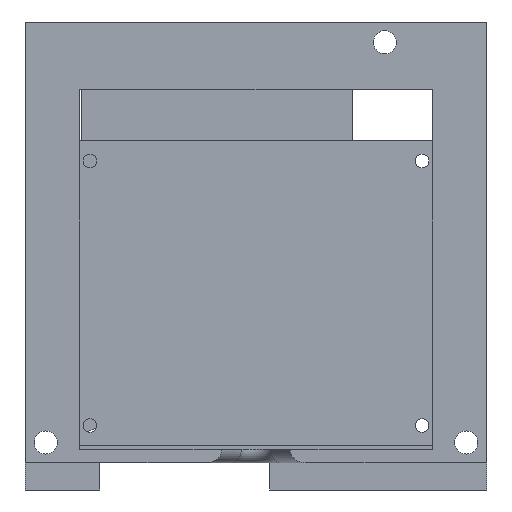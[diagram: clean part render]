
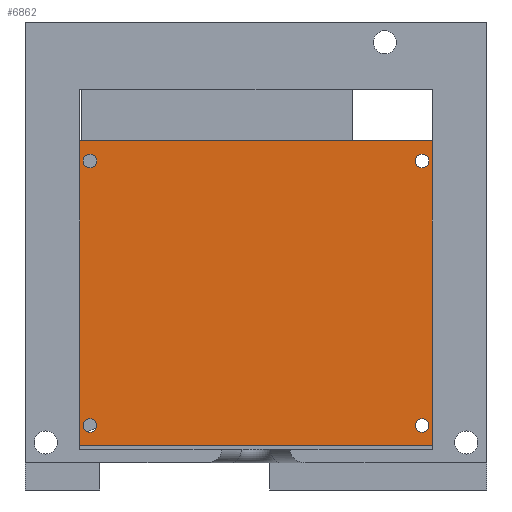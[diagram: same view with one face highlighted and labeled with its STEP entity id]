
A CAD part, front view. The second image highlights one B-rep face of the part: STEP entity #6862.
In plain terms, the highlighted planar face has unit normal (0, -1, 0).
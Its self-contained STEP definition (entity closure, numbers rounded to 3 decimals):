
#18 = ORIENTED_EDGE ( 'NONE', *, *, #2583, .F. ) ;
#183 = DIRECTION ( 'NONE',  ( 0., 0., 1. ) ) ;
#244 = VECTOR ( 'NONE', #713, 1000. ) ;
#251 = VERTEX_POINT ( 'NONE', #6589 ) ;
#303 = ORIENTED_EDGE ( 'NONE', *, *, #9459, .F. ) ;
#659 = AXIS2_PLACEMENT_3D ( 'NONE', #2050, #7605, #5966 ) ;
#706 = EDGE_CURVE ( 'NONE', #2514, #9125, #8146, .T. ) ;
#713 = DIRECTION ( 'NONE',  ( 0., 0., 1. ) ) ;
#731 = CARTESIAN_POINT ( 'NONE',  ( -30.199, 5.849, 30.987 ) ) ;
#920 = VERTEX_POINT ( 'NONE', #1072 ) ;
#990 = AXIS2_PLACEMENT_3D ( 'NONE', #8842, #1998, #4973 ) ;
#995 = EDGE_CURVE ( 'NONE', #6058, #251, #4009, .T. ) ;
#1038 = DIRECTION ( 'NONE',  ( 0., 0., 1. ) ) ;
#1072 = CARTESIAN_POINT ( 'NONE',  ( -33.199, 5.849, 72.987 ) ) ;
#1212 = VERTEX_POINT ( 'NONE', #5072 ) ;
#1297 = DIRECTION ( 'NONE',  ( 0., 1., 0. ) ) ;
#1324 = VECTOR ( 'NONE', #4320, 1000. ) ;
#1397 = EDGE_LOOP ( 'NONE', ( #5655, #3086 ) ) ;
#1575 = EDGE_LOOP ( 'NONE', ( #4919, #303, #5265, #18 ) ) ;
#1672 = DIRECTION ( 'NONE',  ( 0., 1., 0. ) ) ;
#1718 = EDGE_CURVE ( 'NONE', #1886, #6312, #8324, .T. ) ;
#1764 = CARTESIAN_POINT ( 'NONE',  ( 21.801, 5.849, 27.987 ) ) ;
#1886 = VERTEX_POINT ( 'NONE', #7472 ) ;
#1998 = DIRECTION ( 'NONE',  ( 0., -1., 0. ) ) ;
#2024 = DIRECTION ( 'NONE',  ( -1., 0., 0. ) ) ;
#2050 = CARTESIAN_POINT ( 'NONE',  ( -30.199, 5.849, 69.987 ) ) ;
#2094 = FACE_BOUND ( 'NONE', #1397, .T. ) ;
#2180 = VECTOR ( 'NONE', #2024, 1000. ) ;
#2387 = EDGE_CURVE ( 'NONE', #9125, #2514, #4699, .T. ) ;
#2389 = CARTESIAN_POINT ( 'NONE',  ( 21.801, 5.849, 72.987 ) ) ;
#2465 = EDGE_LOOP ( 'NONE', ( #7638, #2858 ) ) ;
#2514 = VERTEX_POINT ( 'NONE', #8953 ) ;
#2516 = EDGE_CURVE ( 'NONE', #5088, #7843, #8501, .T. ) ;
#2583 = EDGE_CURVE ( 'NONE', #920, #9314, #9688, .T. ) ;
#2650 = FACE_OUTER_BOUND ( 'NONE', #1575, .T. ) ;
#2680 = CARTESIAN_POINT ( 'NONE',  ( 18.801, 5.849, 30.987 ) ) ;
#2693 = CARTESIAN_POINT ( 'NONE',  ( -30.199, 5.849, 68.987 ) ) ;
#2791 = CARTESIAN_POINT ( 'NONE',  ( 18.801, 5.849, 30.987 ) ) ;
#2847 = EDGE_CURVE ( 'NONE', #6312, #1886, #4380, .T. ) ;
#2858 = ORIENTED_EDGE ( 'NONE', *, *, #706, .T. ) ;
#2862 = DIRECTION ( 'NONE',  ( 0., 1., 0. ) ) ;
#3086 = ORIENTED_EDGE ( 'NONE', *, *, #2847, .T. ) ;
#3095 = EDGE_LOOP ( 'NONE', ( #8207, #9756 ) ) ;
#3373 = DIRECTION ( 'NONE',  ( 0., 1., 0. ) ) ;
#3541 = DIRECTION ( 'NONE',  ( 0., 0., 1. ) ) ;
#3611 = FACE_BOUND ( 'NONE', #2465, .T. ) ;
#3706 = DIRECTION ( 'NONE',  ( 0., 0., 1. ) ) ;
#4009 = CIRCLE ( 'NONE', #659, 1. ) ;
#4029 = AXIS2_PLACEMENT_3D ( 'NONE', #9174, #5205, #5404 ) ;
#4041 = CARTESIAN_POINT ( 'NONE',  ( 21.801, 5.849, 72.987 ) ) ;
#4197 = EDGE_CURVE ( 'NONE', #251, #6058, #5049, .T. ) ;
#4271 = DIRECTION ( 'NONE',  ( 0., 0., 1. ) ) ;
#4295 = CARTESIAN_POINT ( 'NONE',  ( 18.801, 5.849, 68.987 ) ) ;
#4300 = CARTESIAN_POINT ( 'NONE',  ( -30.199, 5.849, 31.987 ) ) ;
#4314 = FACE_BOUND ( 'NONE', #3095, .T. ) ;
#4320 = DIRECTION ( 'NONE',  ( 1., 0., 0. ) ) ;
#4380 = CIRCLE ( 'NONE', #7554, 1. ) ;
#4458 = EDGE_LOOP ( 'NONE', ( #5722, #4832 ) ) ;
#4464 = LINE ( 'NONE', #7594, #244 ) ;
#4699 = CIRCLE ( 'NONE', #5957, 1. ) ;
#4832 = ORIENTED_EDGE ( 'NONE', *, *, #2516, .T. ) ;
#4919 = ORIENTED_EDGE ( 'NONE', *, *, #7827, .F. ) ;
#4973 = DIRECTION ( 'NONE',  ( 0., 0., -1. ) ) ;
#5032 = CARTESIAN_POINT ( 'NONE',  ( 18.801, 5.849, 69.987 ) ) ;
#5049 = CIRCLE ( 'NONE', #5681, 1. ) ;
#5072 = CARTESIAN_POINT ( 'NONE',  ( -33.199, 5.849, 27.987 ) ) ;
#5088 = VERTEX_POINT ( 'NONE', #4295 ) ;
#5205 = DIRECTION ( 'NONE',  ( 0., 1., 0. ) ) ;
#5265 = ORIENTED_EDGE ( 'NONE', *, *, #7803, .F. ) ;
#5404 = DIRECTION ( 'NONE',  ( 0., 0., 1. ) ) ;
#5463 = CARTESIAN_POINT ( 'NONE',  ( 18.801, 5.849, 29.987 ) ) ;
#5561 = CARTESIAN_POINT ( 'NONE',  ( 18.801, 5.849, 70.987 ) ) ;
#5655 = ORIENTED_EDGE ( 'NONE', *, *, #1718, .T. ) ;
#5681 = AXIS2_PLACEMENT_3D ( 'NONE', #8068, #3373, #1038 ) ;
#5722 = ORIENTED_EDGE ( 'NONE', *, *, #7346, .T. ) ;
#5787 = CIRCLE ( 'NONE', #4029, 1. ) ;
#5794 = DIRECTION ( 'NONE',  ( 0., 1., 0. ) ) ;
#5927 = DIRECTION ( 'NONE',  ( 0., 0., 1. ) ) ;
#5957 = AXIS2_PLACEMENT_3D ( 'NONE', #6277, #1672, #183 ) ;
#5966 = DIRECTION ( 'NONE',  ( 0., 0., 1. ) ) ;
#6032 = LINE ( 'NONE', #7318, #2180 ) ;
#6058 = VERTEX_POINT ( 'NONE', #2693 ) ;
#6124 = AXIS2_PLACEMENT_3D ( 'NONE', #5032, #6516, #4271 ) ;
#6277 = CARTESIAN_POINT ( 'NONE',  ( -30.199, 5.849, 30.987 ) ) ;
#6312 = VERTEX_POINT ( 'NONE', #5463 ) ;
#6429 = AXIS2_PLACEMENT_3D ( 'NONE', #2680, #5794, #3541 ) ;
#6516 = DIRECTION ( 'NONE',  ( 0., 1., 0. ) ) ;
#6589 = CARTESIAN_POINT ( 'NONE',  ( -30.199, 5.849, 70.987 ) ) ;
#6602 = FACE_BOUND ( 'NONE', #4458, .T. ) ;
#6605 = VECTOR ( 'NONE', #8340, 1000. ) ;
#6862 = ADVANCED_FACE ( 'NONE', ( #4314, #2094, #6602, #3611, #2650 ), #7294, .T. ) ;
#7294 = PLANE ( 'NONE',  #990 ) ;
#7318 = CARTESIAN_POINT ( 'NONE',  ( -33.199, 5.849, 27.987 ) ) ;
#7346 = EDGE_CURVE ( 'NONE', #7843, #5088, #5787, .T. ) ;
#7472 = CARTESIAN_POINT ( 'NONE',  ( 18.801, 5.849, 31.987 ) ) ;
#7506 = AXIS2_PLACEMENT_3D ( 'NONE', #731, #2862, #5927 ) ;
#7554 = AXIS2_PLACEMENT_3D ( 'NONE', #2791, #1297, #3706 ) ;
#7594 = CARTESIAN_POINT ( 'NONE',  ( -33.199, 5.849, 72.987 ) ) ;
#7605 = DIRECTION ( 'NONE',  ( 0., 1., 0. ) ) ;
#7638 = ORIENTED_EDGE ( 'NONE', *, *, #2387, .T. ) ;
#7803 = EDGE_CURVE ( 'NONE', #9314, #8781, #9238, .T. ) ;
#7827 = EDGE_CURVE ( 'NONE', #1212, #920, #4464, .T. ) ;
#7843 = VERTEX_POINT ( 'NONE', #5561 ) ;
#8068 = CARTESIAN_POINT ( 'NONE',  ( -30.199, 5.849, 69.987 ) ) ;
#8146 = CIRCLE ( 'NONE', #7506, 1. ) ;
#8207 = ORIENTED_EDGE ( 'NONE', *, *, #4197, .T. ) ;
#8324 = CIRCLE ( 'NONE', #6429, 1. ) ;
#8340 = DIRECTION ( 'NONE',  ( 0., 0., -1. ) ) ;
#8501 = CIRCLE ( 'NONE', #6124, 1. ) ;
#8781 = VERTEX_POINT ( 'NONE', #1764 ) ;
#8842 = CARTESIAN_POINT ( 'NONE',  ( -33.199, 5.849, 72.987 ) ) ;
#8953 = CARTESIAN_POINT ( 'NONE',  ( -30.199, 5.849, 29.987 ) ) ;
#9125 = VERTEX_POINT ( 'NONE', #4300 ) ;
#9174 = CARTESIAN_POINT ( 'NONE',  ( 18.801, 5.849, 69.987 ) ) ;
#9238 = LINE ( 'NONE', #2389, #6605 ) ;
#9314 = VERTEX_POINT ( 'NONE', #4041 ) ;
#9459 = EDGE_CURVE ( 'NONE', #8781, #1212, #6032, .T. ) ;
#9541 = CARTESIAN_POINT ( 'NONE',  ( -33.199, 5.849, 72.987 ) ) ;
#9688 = LINE ( 'NONE', #9541, #1324 ) ;
#9756 = ORIENTED_EDGE ( 'NONE', *, *, #995, .T. ) ;
